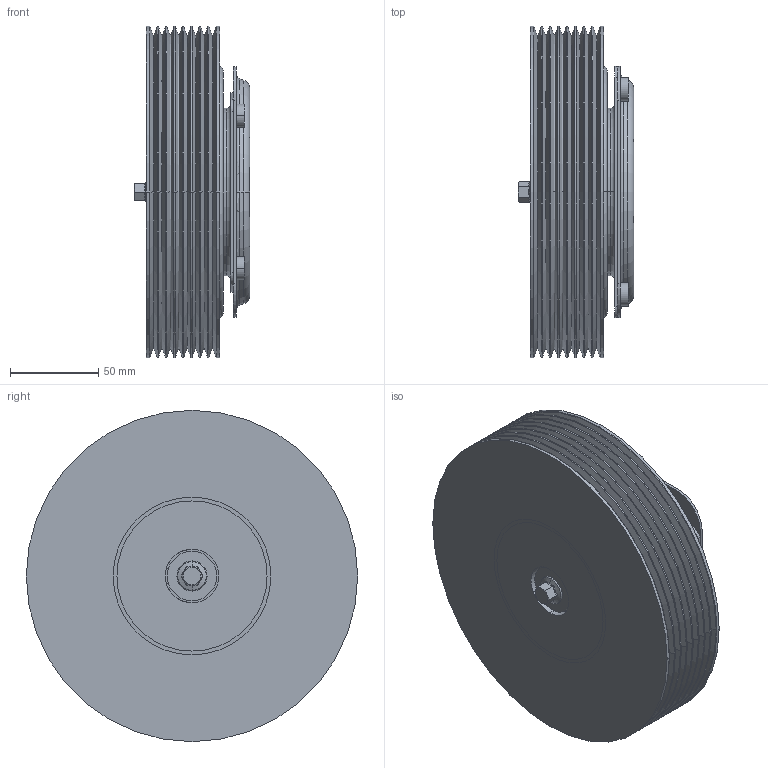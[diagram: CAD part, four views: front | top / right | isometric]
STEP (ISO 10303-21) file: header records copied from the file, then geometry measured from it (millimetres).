
FILE_DESCRIPTION (( 'STEP AP203' ), '1' );
FILE_NAME ('34971.STEP', '2019-07-08T17:35:42', ( '' ), ( '' ), 'SwSTEP 2.0', 'SolidWorks 2019', '' );
FILE_SCHEMA (( 'CONFIG_CONTROL_DESIGN' ));
Length unit declared in the file: inch
Products named in the file (1): 34971
Bounding box: 65.14 x 187.3 x 187.3 mm (x, y, z)
Volume: 1731662.1 mm3; surface area: 266646.2 mm2
Topology: 7 solids, 7 shells, 238 faces, 542 edges, 330 vertices
Faces by surface type: cylinder 84, cone 63, plane 53, torus 32, bspline 6
Entity records: 7123 total; most frequent: CARTESIAN_POINT 1494, DIRECTION 1272, ORIENTED_EDGE 1084, AXIS2_PLACEMENT_3D 542, EDGE_CURVE 542, VERTEX_POINT 330, CIRCLE 309, EDGE_LOOP 282
